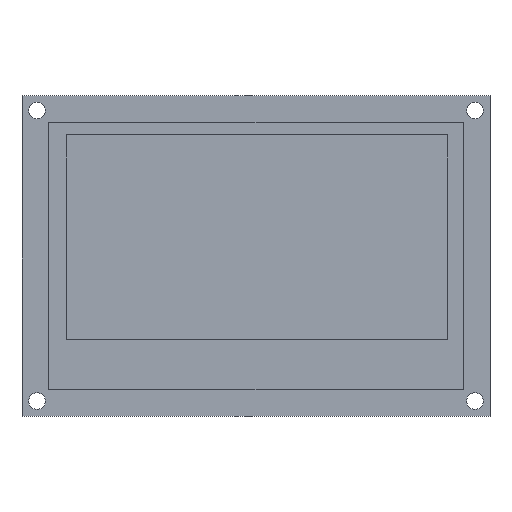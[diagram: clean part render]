
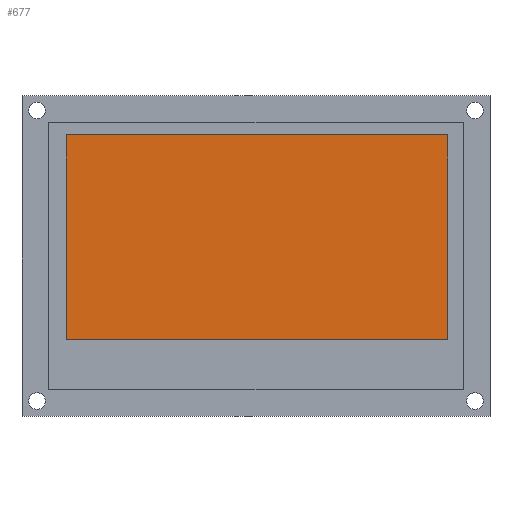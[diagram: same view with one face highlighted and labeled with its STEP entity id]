
A CAD part, top view. The second image highlights one B-rep face of the part: STEP entity #677.
In plain terms, the highlighted planar face has unit normal (0, 0, 1).
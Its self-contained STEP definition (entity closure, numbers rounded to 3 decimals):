
#548 = VERTEX_POINT('',#549);
#549 = CARTESIAN_POINT('',(-3.4,29.28,4.3));
#555 = EDGE_CURVE('',#548,#556,#558,.T.);
#556 = VERTEX_POINT('',#557);
#557 = CARTESIAN_POINT('',(53.7,29.28,4.3));
#558 = LINE('',#559,#560);
#559 = CARTESIAN_POINT('',(-3.4,29.28,4.3));
#560 = VECTOR('',#561,1.);
#561 = DIRECTION('',(1.,0.,0.));
#586 = EDGE_CURVE('',#556,#587,#589,.T.);
#587 = VERTEX_POINT('',#588);
#588 = CARTESIAN_POINT('',(53.7,-1.38,4.3));
#589 = LINE('',#590,#591);
#590 = CARTESIAN_POINT('',(53.7,29.28,4.3));
#591 = VECTOR('',#592,1.);
#592 = DIRECTION('',(0.,-1.,0.));
#617 = EDGE_CURVE('',#587,#618,#620,.T.);
#618 = VERTEX_POINT('',#619);
#619 = CARTESIAN_POINT('',(-3.4,-1.38,4.3));
#620 = LINE('',#621,#622);
#621 = CARTESIAN_POINT('',(53.7,-1.38,4.3));
#622 = VECTOR('',#623,1.);
#623 = DIRECTION('',(-1.,0.,0.));
#648 = EDGE_CURVE('',#618,#548,#649,.T.);
#649 = LINE('',#650,#651);
#650 = CARTESIAN_POINT('',(-3.4,-1.38,4.3));
#651 = VECTOR('',#652,1.);
#652 = DIRECTION('',(0.,1.,0.));
#677 = ADVANCED_FACE('',(#678),#684,.T.);
#678 = FACE_BOUND('',#679,.F.);
#679 = EDGE_LOOP('',(#680,#681,#682,#683));
#680 = ORIENTED_EDGE('',*,*,#555,.T.);
#681 = ORIENTED_EDGE('',*,*,#586,.T.);
#682 = ORIENTED_EDGE('',*,*,#617,.T.);
#683 = ORIENTED_EDGE('',*,*,#648,.T.);
#684 = PLANE('',#685);
#685 = AXIS2_PLACEMENT_3D('',#686,#687,#688);
#686 = CARTESIAN_POINT('',(25.15,13.95,4.3));
#687 = DIRECTION('',(0.,0.,1.));
#688 = DIRECTION('',(1.,0.,0.));
